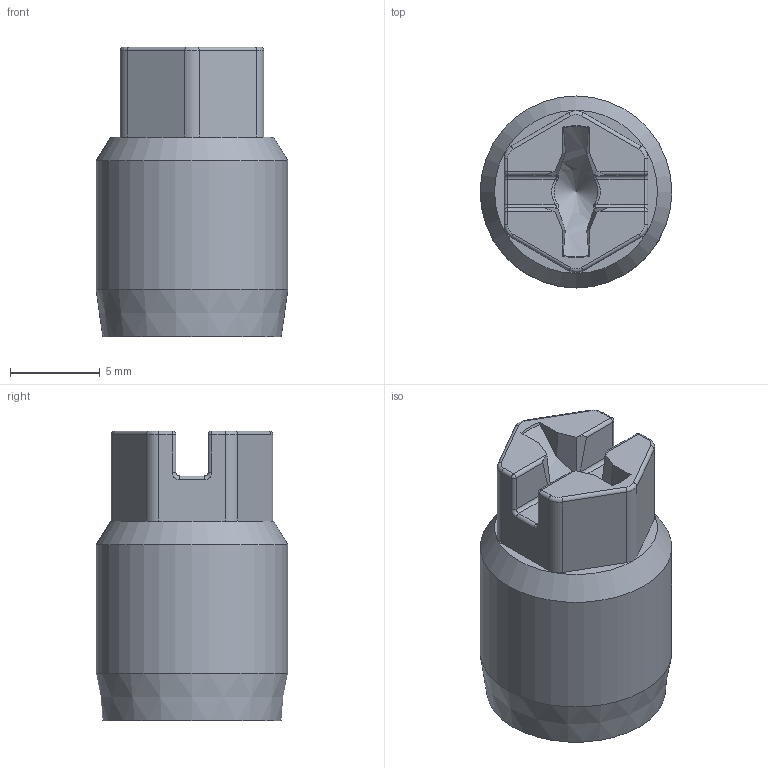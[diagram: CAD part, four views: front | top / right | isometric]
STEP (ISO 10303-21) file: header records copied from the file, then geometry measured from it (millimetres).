
FILE_DESCRIPTION(/* description */ (''),/* implementation_level */ '2;1');
FILE_NAME(/* name */ 'Flat & Phillips v1.step',/* time_stamp */ '2025-03-30T11:44:35-07:00',/* author */ (''),/* organization */ (''),/* preprocessor_version */ 'ST-DEVELOPER v20.1',/* originating_system */ 'Autodesk Translation Framework v14.4.0.0',/* authorisation */ '');
FILE_SCHEMA (('AUTOMOTIVE_DESIGN { 1 0 10303 214 3 1 1 }'));
Length unit declared in the file: millimetre
Products named in the file (1): Flat & Phillips
Bounding box: 10.66 x 10.66 x 16.11 mm (x, y, z)
Volume: 791.5 mm3; surface area: 915.6 mm2
Topology: 1 solids, 1 shells, 97 faces, 242 edges, 144 vertices
Faces by surface type: plane 41, cylinder 30, torus 12, cone 6, sphere 4, bspline 4
Full cylindrical faces by diameter (mm): 6.35 x1, 10.659 x1
Entity records: 3233 total; most frequent: CARTESIAN_POINT 945, DIRECTION 488, ORIENTED_EDGE 474, EDGE_CURVE 237, AXIS2_PLACEMENT_3D 187, VERTEX_POINT 144, LINE 114, VECTOR 114
